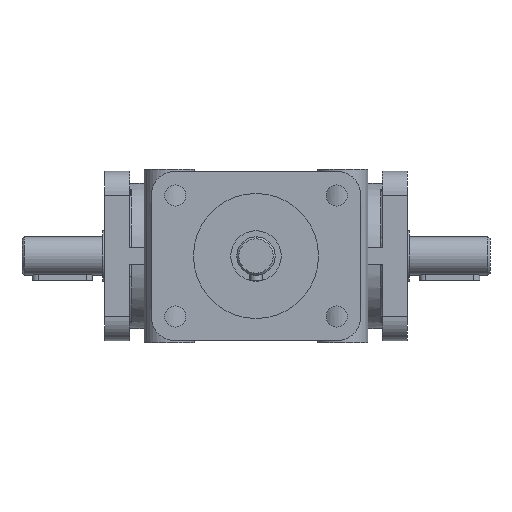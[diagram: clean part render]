
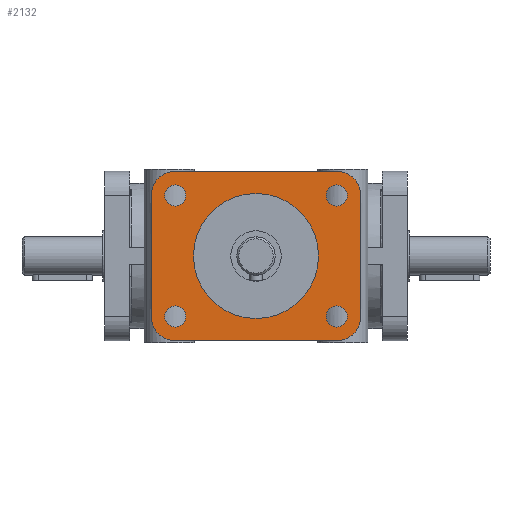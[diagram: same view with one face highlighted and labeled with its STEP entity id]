
A CAD part, front view. The second image highlights one B-rep face of the part: STEP entity #2132.
In plain terms, the highlighted planar face has unit normal (0, -1, 0).
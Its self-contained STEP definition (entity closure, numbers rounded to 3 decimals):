
#2132=ADVANCED_FACE('',(#4762,#4763,#4764,#4765,#4766,#4767),#4768,.T.);
#4762=FACE_OUTER_BOUND('',#8163,.T.);
#4763=FACE_BOUND('',#8164,.T.);
#4764=FACE_BOUND('',#8165,.T.);
#4765=FACE_BOUND('',#8166,.T.);
#4766=FACE_BOUND('',#8167,.T.);
#4767=FACE_BOUND('',#8168,.T.);
#4768=PLANE('',#8169);
#8163=EDGE_LOOP('',(#20303,#20304,#20305,#20306,#20307,#20308,#20309,#20310));
#8164=EDGE_LOOP('',(#20311,#20312));
#8165=EDGE_LOOP('',(#20313,#20314));
#8166=EDGE_LOOP('',(#20315,#20316));
#8167=EDGE_LOOP('',(#20317,#20318));
#8168=EDGE_LOOP('',(#20319,#20320,#20321));
#8169=AXIS2_PLACEMENT_3D('',#20322,#20323,#20324);
#20303=ORIENTED_EDGE('',*,*,#27666,.T.);
#20304=ORIENTED_EDGE('',*,*,#27667,.T.);
#20305=ORIENTED_EDGE('',*,*,#27668,.T.);
#20306=ORIENTED_EDGE('',*,*,#27669,.T.);
#20307=ORIENTED_EDGE('',*,*,#27670,.T.);
#20308=ORIENTED_EDGE('',*,*,#27671,.T.);
#20309=ORIENTED_EDGE('',*,*,#27672,.T.);
#20310=ORIENTED_EDGE('',*,*,#27673,.T.);
#20311=ORIENTED_EDGE('',*,*,#25279,.T.);
#20312=ORIENTED_EDGE('',*,*,#27674,.T.);
#20313=ORIENTED_EDGE('',*,*,#25289,.T.);
#20314=ORIENTED_EDGE('',*,*,#27675,.T.);
#20315=ORIENTED_EDGE('',*,*,#25294,.T.);
#20316=ORIENTED_EDGE('',*,*,#27676,.T.);
#20317=ORIENTED_EDGE('',*,*,#25284,.T.);
#20318=ORIENTED_EDGE('',*,*,#27677,.T.);
#20319=ORIENTED_EDGE('',*,*,#27678,.T.);
#20320=ORIENTED_EDGE('',*,*,#25205,.T.);
#20321=ORIENTED_EDGE('',*,*,#27679,.T.);
#20322=CARTESIAN_POINT('',(-40.0,-140.0,-30.0));
#20323=DIRECTION('',(0.0,-1.0,0.0));
#20324=DIRECTION('',(0.0,0.0,-1.0));
#25205=EDGE_CURVE('',#29104,#29108,#29110,.T.);
#25279=EDGE_CURVE('',#29244,#29248,#29250,.T.);
#25284=EDGE_CURVE('',#29253,#29257,#29259,.T.);
#25289=EDGE_CURVE('',#29262,#29266,#29268,.T.);
#25294=EDGE_CURVE('',#29271,#29275,#29277,.T.);
#27666=EDGE_CURVE('',#32998,#32999,#33000,.T.);
#27667=EDGE_CURVE('',#32999,#33001,#33002,.T.);
#27668=EDGE_CURVE('',#33001,#33003,#33004,.T.);
#27669=EDGE_CURVE('',#33003,#33005,#33006,.T.);
#27670=EDGE_CURVE('',#33005,#33007,#33008,.T.);
#27671=EDGE_CURVE('',#33007,#33009,#33010,.T.);
#27672=EDGE_CURVE('',#33009,#33011,#33012,.T.);
#27673=EDGE_CURVE('',#33011,#32998,#33013,.T.);
#27674=EDGE_CURVE('',#29248,#29244,#33014,.T.);
#27675=EDGE_CURVE('',#29266,#29262,#33015,.T.);
#27676=EDGE_CURVE('',#29275,#29271,#33016,.T.);
#27677=EDGE_CURVE('',#29257,#29253,#33017,.T.);
#27678=EDGE_CURVE('',#33018,#29104,#33019,.T.);
#27679=EDGE_CURVE('',#29108,#33018,#33020,.T.);
#29104=VERTEX_POINT('',#35061);
#29108=VERTEX_POINT('',#35066);
#29110=CIRCLE('',#35069,31.0);
#29244=VERTEX_POINT('',#35405);
#29248=VERTEX_POINT('',#35410);
#29250=CIRCLE('',#35413,5.25);
#29253=VERTEX_POINT('',#35416);
#29257=VERTEX_POINT('',#35421);
#29259=CIRCLE('',#35424,5.25);
#29262=VERTEX_POINT('',#35427);
#29266=VERTEX_POINT('',#35432);
#29268=CIRCLE('',#35435,5.25);
#29271=VERTEX_POINT('',#35438);
#29275=VERTEX_POINT('',#35443);
#29277=CIRCLE('',#35446,5.25);
#32998=VERTEX_POINT('',#53376);
#32999=VERTEX_POINT('',#53377);
#33000=CIRCLE('',#53378,12.0);
#33001=VERTEX_POINT('',#53379);
#33002=LINE('',#53380,#53381);
#33003=VERTEX_POINT('',#53382);
#33004=CIRCLE('',#53383,12.0);
#33005=VERTEX_POINT('',#53384);
#33006=LINE('',#53385,#53386);
#33007=VERTEX_POINT('',#53387);
#33008=CIRCLE('',#53388,12.0);
#33009=VERTEX_POINT('',#53389);
#33010=LINE('',#53390,#53391);
#33011=VERTEX_POINT('',#53392);
#33012=CIRCLE('',#53393,12.0);
#33013=LINE('',#53394,#53395);
#33014=CIRCLE('',#53396,5.25);
#33015=CIRCLE('',#53397,5.25);
#33016=CIRCLE('',#53398,5.25);
#33017=CIRCLE('',#53399,5.25);
#33018=VERTEX_POINT('',#53400);
#33019=CIRCLE('',#53401,31.0);
#33020=CIRCLE('',#53402,31.0);
#35061=CARTESIAN_POINT('',(0.,-140.,-31.0));
#35066=CARTESIAN_POINT('',(0.,-140.,31.0));
#35069=AXIS2_PLACEMENT_3D('',#56989,#56990,#56991);
#35405=CARTESIAN_POINT('',(-40.0,-140.0,24.75));
#35410=CARTESIAN_POINT('',(-40.0,-140.0,35.25));
#35413=AXIS2_PLACEMENT_3D('',#57107,#57108,#57109);
#35416=CARTESIAN_POINT('',(-40.0,-140.0,-35.25));
#35421=CARTESIAN_POINT('',(-40.0,-140.0,-24.75));
#35424=AXIS2_PLACEMENT_3D('',#57115,#57116,#57117);
#35427=CARTESIAN_POINT('',(40.0,-140.0,-35.25));
#35432=CARTESIAN_POINT('',(40.0,-140.0,-24.75));
#35435=AXIS2_PLACEMENT_3D('',#57123,#57124,#57125);
#35438=CARTESIAN_POINT('',(40.0,-140.0,24.75));
#35443=CARTESIAN_POINT('',(40.0,-140.0,35.25));
#35446=AXIS2_PLACEMENT_3D('',#57131,#57132,#57133);
#53376=CARTESIAN_POINT('',(-52.0,-140.0,-30.0));
#53377=CARTESIAN_POINT('',(-40.0,-140.0,-42.0));
#53378=AXIS2_PLACEMENT_3D('',#58429,#58430,#58431);
#53379=CARTESIAN_POINT('',(40.0,-140.0,-42.0));
#53380=CARTESIAN_POINT('',(-40.0,-140.0,-42.0));
#53381=VECTOR('',#58432,1000.0);
#53382=CARTESIAN_POINT('',(52.0,-140.0,-30.0));
#53383=AXIS2_PLACEMENT_3D('',#58433,#58434,#58435);
#53384=CARTESIAN_POINT('',(52.0,-140.0,30.0));
#53385=CARTESIAN_POINT('',(52.0,-140.0,-30.0));
#53386=VECTOR('',#58436,1000.0);
#53387=CARTESIAN_POINT('',(40.0,-140.0,42.0));
#53388=AXIS2_PLACEMENT_3D('',#58437,#58438,#58439);
#53389=CARTESIAN_POINT('',(-40.0,-140.0,42.0));
#53390=CARTESIAN_POINT('',(40.0,-140.0,42.0));
#53391=VECTOR('',#58440,1000.0);
#53392=CARTESIAN_POINT('',(-52.0,-140.0,30.0));
#53393=AXIS2_PLACEMENT_3D('',#58441,#58442,#58443);
#53394=CARTESIAN_POINT('',(-52.0,-140.0,30.0));
#53395=VECTOR('',#58444,1000.0);
#53396=AXIS2_PLACEMENT_3D('',#58445,#58446,#58447);
#53397=AXIS2_PLACEMENT_3D('',#58448,#58449,#58450);
#53398=AXIS2_PLACEMENT_3D('',#58451,#58452,#58453);
#53399=AXIS2_PLACEMENT_3D('',#58454,#58455,#58456);
#53400=CARTESIAN_POINT('',(31.0,-140.,0.));
#53401=AXIS2_PLACEMENT_3D('',#58457,#58458,#58459);
#53402=AXIS2_PLACEMENT_3D('',#58460,#58461,#58462);
#56989=CARTESIAN_POINT('',(0.0,-140.,0.));
#56990=DIRECTION('',(-0.0,1.0,0.0));
#56991=DIRECTION('',(1.0,0.0,0.0));
#57107=CARTESIAN_POINT('',(-40.0,-140.0,30.0));
#57108=DIRECTION('',(0.0,1.0,0.0));
#57109=DIRECTION('',(0.0,0.0,-1.0));
#57115=CARTESIAN_POINT('',(-40.0,-140.0,-30.0));
#57116=DIRECTION('',(0.0,1.0,0.0));
#57117=DIRECTION('',(0.0,0.0,-1.0));
#57123=CARTESIAN_POINT('',(40.0,-140.0,-30.0));
#57124=DIRECTION('',(0.0,1.0,0.0));
#57125=DIRECTION('',(0.0,0.0,-1.0));
#57131=CARTESIAN_POINT('',(40.0,-140.0,30.0));
#57132=DIRECTION('',(0.0,1.0,0.0));
#57133=DIRECTION('',(0.0,0.0,-1.0));
#58429=CARTESIAN_POINT('',(-40.0,-140.0,-30.0));
#58430=DIRECTION('',(0.0,-1.0,0.0));
#58431=DIRECTION('',(1.0,0.0,0.0));
#58432=DIRECTION('',(1.0,0.0,0.0));
#58433=CARTESIAN_POINT('',(40.0,-140.0,-30.0));
#58434=DIRECTION('',(0.0,-1.0,0.0));
#58435=DIRECTION('',(-1.0,0.0,0.0));
#58436=DIRECTION('',(0.0,0.0,1.0));
#58437=CARTESIAN_POINT('',(40.0,-140.0,30.0));
#58438=DIRECTION('',(0.0,-1.0,0.0));
#58439=DIRECTION('',(1.0,0.0,0.0));
#58440=DIRECTION('',(-1.0,0.0,0.0));
#58441=CARTESIAN_POINT('',(-40.0,-140.0,30.0));
#58442=DIRECTION('',(0.0,-1.0,0.0));
#58443=DIRECTION('',(1.0,0.0,0.0));
#58444=DIRECTION('',(0.0,0.0,-1.0));
#58445=CARTESIAN_POINT('',(-40.0,-140.0,30.0));
#58446=DIRECTION('',(0.0,1.0,0.0));
#58447=DIRECTION('',(0.0,0.0,-1.0));
#58448=CARTESIAN_POINT('',(40.0,-140.0,-30.0));
#58449=DIRECTION('',(0.0,1.0,0.0));
#58450=DIRECTION('',(0.0,0.0,-1.0));
#58451=CARTESIAN_POINT('',(40.0,-140.0,30.0));
#58452=DIRECTION('',(0.0,1.0,0.0));
#58453=DIRECTION('',(0.0,0.0,-1.0));
#58454=CARTESIAN_POINT('',(-40.0,-140.0,-30.0));
#58455=DIRECTION('',(0.0,1.0,0.0));
#58456=DIRECTION('',(0.0,0.0,-1.0));
#58457=CARTESIAN_POINT('',(0.0,-140.,0.));
#58458=DIRECTION('',(-0.0,1.0,0.0));
#58459=DIRECTION('',(1.0,0.0,0.0));
#58460=CARTESIAN_POINT('',(0.0,-140.,0.));
#58461=DIRECTION('',(-0.0,1.0,0.0));
#58462=DIRECTION('',(1.0,0.0,0.0));
